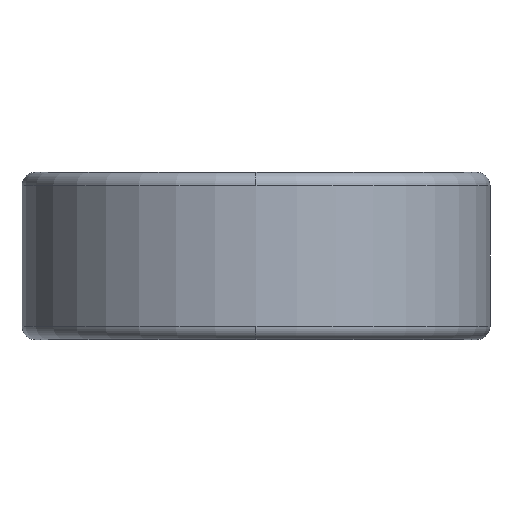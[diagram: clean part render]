
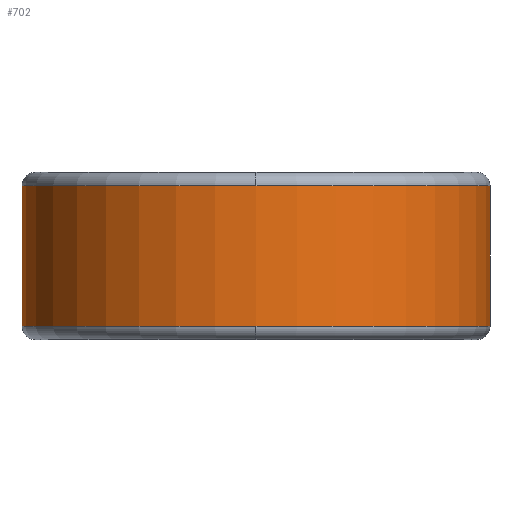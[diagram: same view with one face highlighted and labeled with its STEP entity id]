
A CAD part, left-side view. The second image highlights one B-rep face of the part: STEP entity #702.
In plain terms, the highlighted cylindrical face has radius 35 mm (diameter 70 mm), a partial arc.
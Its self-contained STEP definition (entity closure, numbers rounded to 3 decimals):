
#35 = CIRCLE ( 'NONE', #1647, 35. ) ;
#135 = CIRCLE ( 'NONE', #2415, 35. ) ;
#214 = ORIENTED_EDGE ( 'NONE', *, *, #3092, .T. ) ;
#262 = AXIS2_PLACEMENT_3D ( 'NONE', #2232, #1247, #646 ) ;
#268 = DIRECTION ( 'NONE',  ( 0., 0., 1. ) ) ;
#287 = LINE ( 'NONE', #2178, #3904 ) ;
#448 = DIRECTION ( 'NONE',  ( 0., 0., 1. ) ) ;
#646 = DIRECTION ( 'NONE',  ( 0., 1., 0. ) ) ;
#702 = ADVANCED_FACE ( 'NONE', ( #1124 ), #3881, .T. ) ;
#808 = EDGE_CURVE ( 'NONE', #1796, #3733, #35, .T. ) ;
#1075 = ORIENTED_EDGE ( 'NONE', *, *, #2423, .T. ) ;
#1092 = ORIENTED_EDGE ( 'NONE', *, *, #808, .F. ) ;
#1124 = FACE_OUTER_BOUND ( 'NONE', #2217, .T. ) ;
#1134 = ORIENTED_EDGE ( 'NONE', *, *, #2626, .T. ) ;
#1173 = CARTESIAN_POINT ( 'NONE',  ( -35., 0., 10.5 ) ) ;
#1198 = CARTESIAN_POINT ( 'NONE',  ( 0., -35., 0. ) ) ;
#1242 = DIRECTION ( 'NONE',  ( 0., 0., 1. ) ) ;
#1247 = DIRECTION ( 'NONE',  ( 0., 0., 1. ) ) ;
#1451 = CARTESIAN_POINT ( 'NONE',  ( 0., 35., 10.5 ) ) ;
#1464 = EDGE_CURVE ( 'NONE', #3909, #1796, #135, .T. ) ;
#1488 = DIRECTION ( 'NONE',  ( 0., 1., 0. ) ) ;
#1515 = AXIS2_PLACEMENT_3D ( 'NONE', #1761, #2150, #3441 ) ;
#1647 = AXIS2_PLACEMENT_3D ( 'NONE', #2846, #448, #1967 ) ;
#1734 = CARTESIAN_POINT ( 'NONE',  ( 0., 0., 10.5 ) ) ;
#1761 = CARTESIAN_POINT ( 'NONE',  ( 0., 0., 0. ) ) ;
#1796 = VERTEX_POINT ( 'NONE', #1173 ) ;
#1942 = CIRCLE ( 'NONE', #262, 35. ) ;
#1967 = DIRECTION ( 'NONE',  ( 0., 1., 0. ) ) ;
#2111 = AXIS2_PLACEMENT_3D ( 'NONE', #3418, #3398, #1488 ) ;
#2150 = DIRECTION ( 'NONE',  ( 0., 0., 1. ) ) ;
#2169 = ORIENTED_EDGE ( 'NONE', *, *, #1464, .F. ) ;
#2178 = CARTESIAN_POINT ( 'NONE',  ( 0., 35., 0. ) ) ;
#2217 = EDGE_LOOP ( 'NONE', ( #1075, #214, #1134, #1092, #2169, #2905 ) ) ;
#2232 = CARTESIAN_POINT ( 'NONE',  ( 0., 0., -10.5 ) ) ;
#2252 = VERTEX_POINT ( 'NONE', #3637 ) ;
#2368 = DIRECTION ( 'NONE',  ( 0., 0., 1. ) ) ;
#2393 = CIRCLE ( 'NONE', #2111, 35. ) ;
#2415 = AXIS2_PLACEMENT_3D ( 'NONE', #1734, #2368, #2635 ) ;
#2423 = EDGE_CURVE ( 'NONE', #2885, #3393, #2393, .T. ) ;
#2626 = EDGE_CURVE ( 'NONE', #2252, #3733, #3006, .T. ) ;
#2635 = DIRECTION ( 'NONE',  ( 0., 1., 0. ) ) ;
#2846 = CARTESIAN_POINT ( 'NONE',  ( 0., 0., 10.5 ) ) ;
#2885 = VERTEX_POINT ( 'NONE', #3214 ) ;
#2901 = VECTOR ( 'NONE', #268, 1000. ) ;
#2905 = ORIENTED_EDGE ( 'NONE', *, *, #3981, .F. ) ;
#3006 = LINE ( 'NONE', #1198, #2901 ) ;
#3092 = EDGE_CURVE ( 'NONE', #3393, #2252, #1942, .T. ) ;
#3214 = CARTESIAN_POINT ( 'NONE',  ( 0., 35., -10.5 ) ) ;
#3267 = CARTESIAN_POINT ( 'NONE',  ( -35., 0., -10.5 ) ) ;
#3393 = VERTEX_POINT ( 'NONE', #3267 ) ;
#3398 = DIRECTION ( 'NONE',  ( 0., 0., 1. ) ) ;
#3418 = CARTESIAN_POINT ( 'NONE',  ( 0., 0., -10.5 ) ) ;
#3421 = CARTESIAN_POINT ( 'NONE',  ( 0., -35., 10.5 ) ) ;
#3441 = DIRECTION ( 'NONE',  ( 0., 1., 0. ) ) ;
#3637 = CARTESIAN_POINT ( 'NONE',  ( 0., -35., -10.5 ) ) ;
#3733 = VERTEX_POINT ( 'NONE', #3421 ) ;
#3881 = CYLINDRICAL_SURFACE ( 'NONE', #1515, 35. ) ;
#3904 = VECTOR ( 'NONE', #1242, 1000. ) ;
#3909 = VERTEX_POINT ( 'NONE', #1451 ) ;
#3981 = EDGE_CURVE ( 'NONE', #2885, #3909, #287, .T. ) ;
